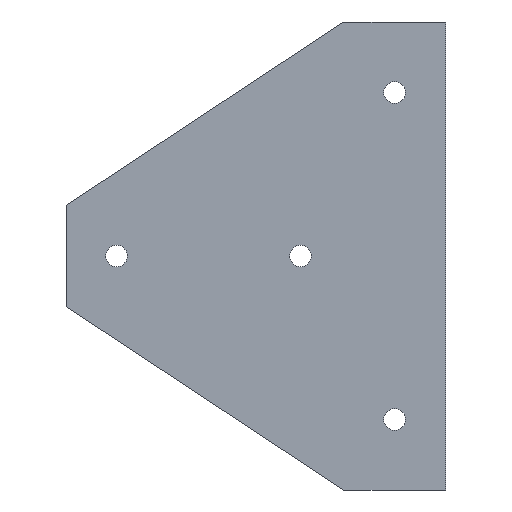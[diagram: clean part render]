
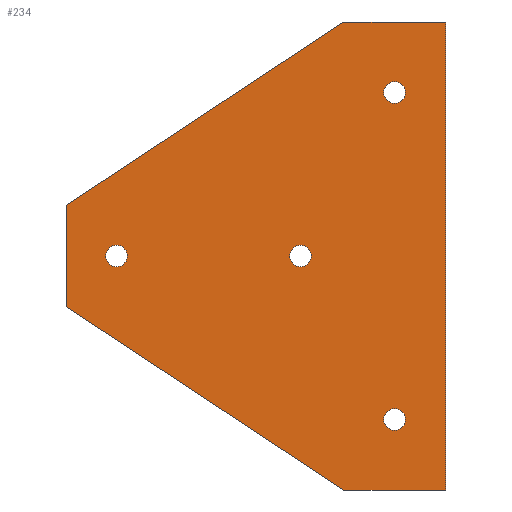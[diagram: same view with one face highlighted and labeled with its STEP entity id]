
A CAD part, front view. The second image highlights one B-rep face of the part: STEP entity #234.
In plain terms, the highlighted planar face has unit normal (0, -1, 0).
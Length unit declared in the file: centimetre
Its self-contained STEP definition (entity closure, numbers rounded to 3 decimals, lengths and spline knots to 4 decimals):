
#21=LINE('',#348,#39);
#25=LINE('',#356,#43);
#28=LINE('',#362,#46);
#31=LINE('',#368,#49);
#34=LINE('',#374,#52);
#37=LINE('',#379,#55);
#39=VECTOR('',#289,1.);
#43=VECTOR('',#295,1.);
#46=VECTOR('',#300,1.);
#49=VECTOR('',#305,1.);
#52=VECTOR('',#310,1.);
#55=VECTOR('',#315,1.);
#64=PLANE('',#257);
#73=FACE_BOUND('',#109,.T.);
#74=FACE_BOUND('',#110,.T.);
#75=FACE_BOUND('',#111,.T.);
#76=FACE_BOUND('',#112,.T.);
#88=FACE_OUTER_BOUND('',#108,.T.);
#108=EDGE_LOOP('',(#209,#210,#211,#212,#213,#214));
#109=EDGE_LOOP('',(#215));
#110=EDGE_LOOP('',(#216));
#111=EDGE_LOOP('',(#217));
#112=EDGE_LOOP('',(#218));
#114=CIRCLE('',#240,0.16);
#116=CIRCLE('',#243,0.16);
#118=CIRCLE('',#246,0.16);
#120=CIRCLE('',#249,0.16);
#122=VERTEX_POINT('',#328);
#124=VERTEX_POINT('',#333);
#126=VERTEX_POINT('',#338);
#128=VERTEX_POINT('',#343);
#129=VERTEX_POINT('',#346);
#130=VERTEX_POINT('',#347);
#133=VERTEX_POINT('',#355);
#135=VERTEX_POINT('',#361);
#137=VERTEX_POINT('',#367);
#139=VERTEX_POINT('',#373);
#142=EDGE_CURVE('',#122,#122,#114,.T.);
#144=EDGE_CURVE('',#124,#124,#116,.T.);
#146=EDGE_CURVE('',#126,#126,#118,.T.);
#148=EDGE_CURVE('',#128,#128,#120,.T.);
#149=EDGE_CURVE('',#129,#130,#21,.T.);
#153=EDGE_CURVE('',#130,#133,#25,.T.);
#156=EDGE_CURVE('',#133,#135,#28,.T.);
#159=EDGE_CURVE('',#135,#137,#31,.T.);
#162=EDGE_CURVE('',#137,#139,#34,.T.);
#165=EDGE_CURVE('',#139,#129,#37,.T.);
#209=ORIENTED_EDGE('',*,*,#165,.T.);
#210=ORIENTED_EDGE('',*,*,#149,.T.);
#211=ORIENTED_EDGE('',*,*,#153,.T.);
#212=ORIENTED_EDGE('',*,*,#156,.T.);
#213=ORIENTED_EDGE('',*,*,#159,.T.);
#214=ORIENTED_EDGE('',*,*,#162,.T.);
#215=ORIENTED_EDGE('',*,*,#148,.T.);
#216=ORIENTED_EDGE('',*,*,#146,.T.);
#217=ORIENTED_EDGE('',*,*,#144,.T.);
#218=ORIENTED_EDGE('',*,*,#142,.T.);
#234=ADVANCED_FACE('',(#88,#73,#74,#75,#76),#64,.F.);
#240=AXIS2_PLACEMENT_3D('',#329,#267,#268);
#243=AXIS2_PLACEMENT_3D('',#334,#273,#274);
#246=AXIS2_PLACEMENT_3D('',#339,#279,#280);
#249=AXIS2_PLACEMENT_3D('',#344,#285,#286);
#257=AXIS2_PLACEMENT_3D('',#382,#319,#320);
#267=DIRECTION('center_axis',(0.,1.,0.));
#268=DIRECTION('ref_axis',(1.,0.,0.));
#273=DIRECTION('center_axis',(0.,1.,0.));
#274=DIRECTION('ref_axis',(1.,0.,0.));
#279=DIRECTION('center_axis',(0.,1.,0.));
#280=DIRECTION('ref_axis',(1.,0.,0.));
#285=DIRECTION('center_axis',(0.,1.,0.));
#286=DIRECTION('ref_axis',(1.,0.,0.));
#289=DIRECTION('',(1.,0.,0.));
#295=DIRECTION('',(0.,0.,1.));
#300=DIRECTION('',(-1.,0.,0.));
#305=DIRECTION('',(-0.834,0.,-0.551));
#310=DIRECTION('',(0.,0.,-1.));
#315=DIRECTION('',(0.834,0.,-0.551));
#319=DIRECTION('center_axis',(0.,1.,0.));
#320=DIRECTION('ref_axis',(1.,0.,0.));
#328=CARTESIAN_POINT('',(-1.2003,0.,2.95));
#329=CARTESIAN_POINT('Origin',(-1.0403,0.,2.95));
#333=CARTESIAN_POINT('',(1.5097,0.,2.95));
#334=CARTESIAN_POINT('Origin',(1.6697,0.,2.95));
#338=CARTESIAN_POINT('',(2.8987,0.,0.54));
#339=CARTESIAN_POINT('Origin',(3.0587,0.,0.54));
#343=CARTESIAN_POINT('',(2.8987,0.,5.36));
#344=CARTESIAN_POINT('Origin',(3.0587,0.,5.36));
#346=CARTESIAN_POINT('',(2.3087,0.,-0.5));
#347=CARTESIAN_POINT('',(3.8087,0.,-0.5));
#348=CARTESIAN_POINT('',(2.3087,0.,-0.5));
#355=CARTESIAN_POINT('',(3.8087,0.,6.4));
#356=CARTESIAN_POINT('',(3.8087,0.,-0.5));
#361=CARTESIAN_POINT('',(2.3087,0.,6.4));
#362=CARTESIAN_POINT('',(3.8087,0.,6.4));
#367=CARTESIAN_POINT('',(-1.7803,0.,3.7));
#368=CARTESIAN_POINT('',(2.3087,0.,6.4));
#373=CARTESIAN_POINT('',(-1.7803,0.,2.2));
#374=CARTESIAN_POINT('',(-1.7803,0.,3.7));
#379=CARTESIAN_POINT('',(-1.7803,0.,2.2));
#382=CARTESIAN_POINT('Origin',(1.0142,0.,2.95));
